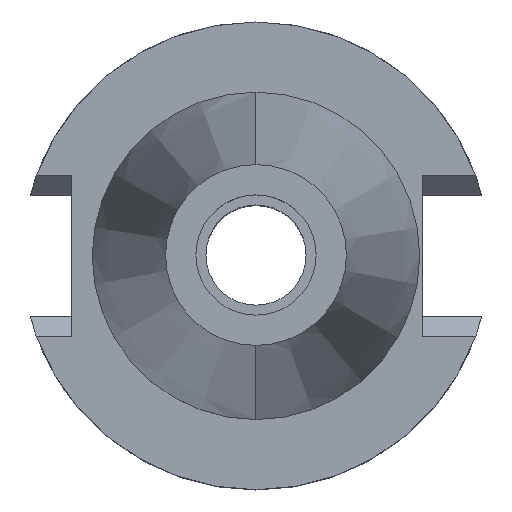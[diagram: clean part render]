
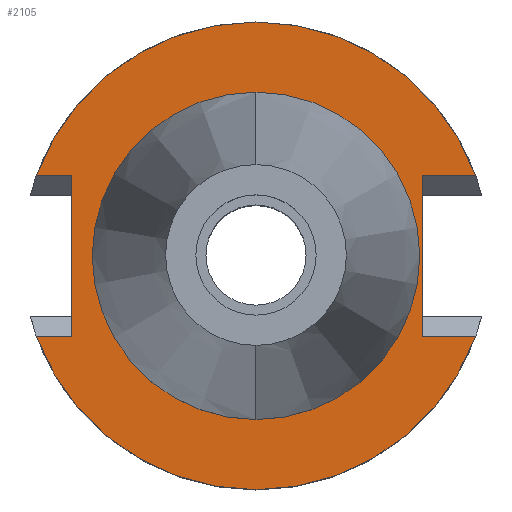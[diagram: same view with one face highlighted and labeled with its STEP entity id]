
A CAD part, top view. The second image highlights one B-rep face of the part: STEP entity #2105.
In plain terms, the highlighted planar face has unit normal (0, 0, 1).
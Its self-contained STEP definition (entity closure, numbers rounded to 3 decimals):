
#626=DIRECTION('',(0.,-1.,0.));
#627=VECTOR('',#626,21.78);
#628=CARTESIAN_POINT('',(-24.98,10.89,-1.));
#629=LINE('',#628,#627);
#732=DIRECTION('',(1.,0.,0.));
#733=VECTOR('',#732,7.254);
#734=CARTESIAN_POINT('',(22.57,10.89,-1.));
#735=LINE('',#734,#733);
#749=CARTESIAN_POINT('',(29.824,10.89,-1.));
#769=DIRECTION('',(0.,-1.,0.));
#770=VECTOR('',#769,21.78);
#771=CARTESIAN_POINT('',(22.57,10.89,-1.));
#772=LINE('',#771,#770);
#776=DIRECTION('',(1.,0.,0.));
#777=VECTOR('',#776,7.254);
#778=CARTESIAN_POINT('',(22.57,-10.89,-1.));
#779=LINE('',#778,#777);
#783=CARTESIAN_POINT('',(0.,0.,-1.));
#784=DIRECTION('',(0.,0.,-1.));
#785=DIRECTION('',(0.939,-0.343,0.));
#786=AXIS2_PLACEMENT_3D('',#783,#784,#785);
#791=CARTESIAN_POINT('',(0.,0.,-1.));
#792=DIRECTION('',(0.,0.,-1.));
#793=DIRECTION('',(0.,-1.,0.));
#794=AXIS2_PLACEMENT_3D('',#791,#792,#793);
#799=DIRECTION('',(-1.,0.,0.));
#800=VECTOR('',#799,4.844);
#801=CARTESIAN_POINT('',(-24.98,10.89,-1.));
#802=LINE('',#801,#800);
#806=CARTESIAN_POINT('',(0.,0.,-1.));
#807=DIRECTION('',(0.,0.,-1.));
#808=DIRECTION('',(-0.939,0.343,0.));
#809=AXIS2_PLACEMENT_3D('',#806,#807,#808);
#814=CARTESIAN_POINT('',(0.,0.,-1.));
#815=DIRECTION('',(0.,0.,-1.));
#816=DIRECTION('',(0.,1.,0.));
#817=AXIS2_PLACEMENT_3D('',#814,#815,#816);
#822=CARTESIAN_POINT('',(0.,0.,-1.));
#823=DIRECTION('',(0.,0.,1.));
#824=DIRECTION('',(0.,-1.,0.));
#825=AXIS2_PLACEMENT_3D('',#822,#823,#824);
#830=CARTESIAN_POINT('',(0.,0.,-1.));
#831=DIRECTION('',(0.,0.,1.));
#832=DIRECTION('',(0.,1.,0.));
#833=AXIS2_PLACEMENT_3D('',#830,#831,#832);
#838=CARTESIAN_POINT('',(29.824,-10.89,-1.));
#863=CARTESIAN_POINT('',(-29.824,-10.89,-1.));
#1012=DIRECTION('',(-1.,0.,0.));
#1013=VECTOR('',#1012,4.844);
#1014=CARTESIAN_POINT('',(-24.98,-10.89,-1.));
#1015=LINE('',#1014,#1013);
#1312=CARTESIAN_POINT('',(22.57,-10.89,-1.));
#1313=VERTEX_POINT('',#1312);
#1314=CARTESIAN_POINT('',(22.57,10.89,-1.));
#1315=VERTEX_POINT('',#1314);
#1355=CARTESIAN_POINT('',(-24.98,10.89,-1.));
#1356=VERTEX_POINT('',#1355);
#1357=CARTESIAN_POINT('',(-24.98,-10.89,-1.));
#1358=VERTEX_POINT('',#1357);
#1401=VERTEX_POINT('',#838);
#1402=VERTEX_POINT('',#863);
#1403=CARTESIAN_POINT('',(0.,-31.75,-1.));
#1404=VERTEX_POINT('',#1403);
#1407=VERTEX_POINT('',#749);
#1408=CARTESIAN_POINT('',(0.,31.75,-1.));
#1409=VERTEX_POINT('',#1408);
#1410=CARTESIAN_POINT('',(-29.824,10.89,-1.));
#1411=VERTEX_POINT('',#1410);
#1412=CARTESIAN_POINT('',(0.,-22.225,-1.));
#1413=CARTESIAN_POINT('',(0.,22.225,-1.));
#1414=VERTEX_POINT('',#1412);
#1415=VERTEX_POINT('',#1413);
#2077=CARTESIAN_POINT('',(0.,0.,-1.));
#2078=DIRECTION('',(0.,0.,-1.));
#2079=DIRECTION('',(0.,-1.,0.));
#2080=AXIS2_PLACEMENT_3D('',#2077,#2078,#2079);
#2081=PLANE('',#2080);
#2082=ORIENTED_EDGE('',*,*,#1872,.T.);
#2084=ORIENTED_EDGE('',*,*,#2083,.T.);
#2086=ORIENTED_EDGE('',*,*,#2085,.T.);
#2088=ORIENTED_EDGE('',*,*,#2087,.T.);
#2090=ORIENTED_EDGE('',*,*,#2089,.F.);
#2091=ORIENTED_EDGE('',*,*,#1960,.F.);
#2093=ORIENTED_EDGE('',*,*,#2092,.T.);
#2094=ORIENTED_EDGE('',*,*,#2065,.T.);
#2095=ORIENTED_EDGE('',*,*,#2063,.T.);
#2096=ORIENTED_EDGE('',*,*,#2051,.F.);
#2097=EDGE_LOOP('',(#2082,#2084,#2086,#2088,#2090,#2091,#2093,#2094,#2095,
#2096));
#2098=FACE_OUTER_BOUND('',#2097,.F.);
#2100=ORIENTED_EDGE('',*,*,#2099,.T.);
#2102=ORIENTED_EDGE('',*,*,#2101,.T.);
#2103=EDGE_LOOP('',(#2100,#2102));
#2104=FACE_BOUND('',#2103,.F.);
#787=CIRCLE('',#786,31.75);
#795=CIRCLE('',#794,31.75);
#810=CIRCLE('',#809,31.75);
#818=CIRCLE('',#817,31.75);
#826=CIRCLE('',#825,22.225);
#834=CIRCLE('',#833,22.225);
#1872=EDGE_CURVE('',#1315,#1313,#772,.T.);
#1960=EDGE_CURVE('',#1356,#1358,#629,.T.);
#2051=EDGE_CURVE('',#1315,#1407,#735,.T.);
#2063=EDGE_CURVE('',#1409,#1407,#818,.T.);
#2065=EDGE_CURVE('',#1411,#1409,#810,.T.);
#2083=EDGE_CURVE('',#1313,#1401,#779,.T.);
#2085=EDGE_CURVE('',#1401,#1404,#787,.T.);
#2087=EDGE_CURVE('',#1404,#1402,#795,.T.);
#2089=EDGE_CURVE('',#1358,#1402,#1015,.T.);
#2092=EDGE_CURVE('',#1356,#1411,#802,.T.);
#2099=EDGE_CURVE('',#1414,#1415,#826,.T.);
#2101=EDGE_CURVE('',#1415,#1414,#834,.T.);
#2105=ADVANCED_FACE('',(#2098,#2104),#2081,.F.);
